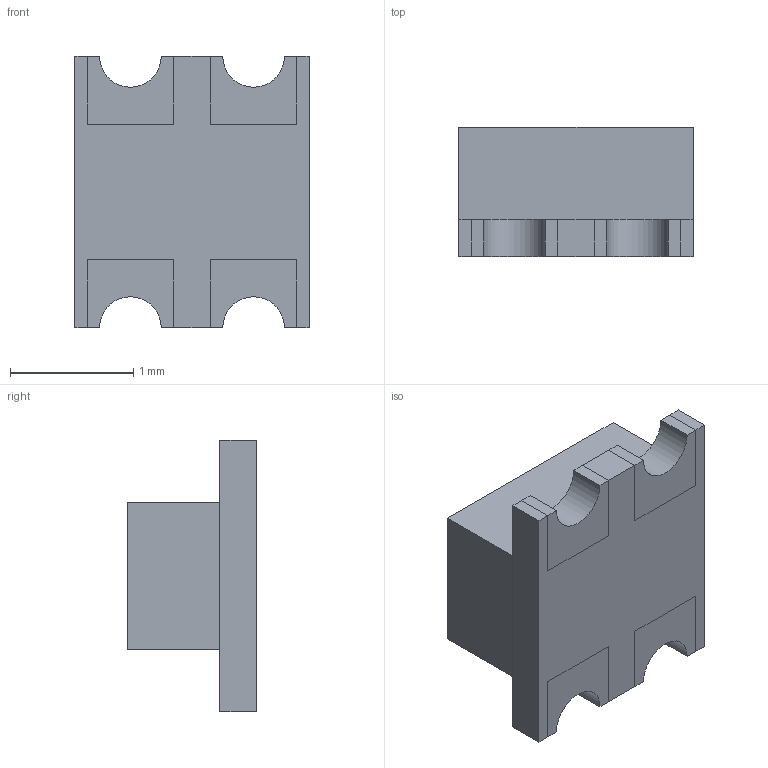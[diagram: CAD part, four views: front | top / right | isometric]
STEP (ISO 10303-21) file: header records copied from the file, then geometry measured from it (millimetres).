
FILE_DESCRIPTION(('FreeCAD Model'),'2;1');
FILE_NAME('ws2812-2020.step', '2019-09-03T20:59:35',('Author'),(''), 'Open CASCADE STEP processor 7.3','FreeCAD','Unknown');
FILE_SCHEMA(('AUTOMOTIVE_DESIGN { 1 0 10303 214 1 1 1 1 }'));
Length unit declared in the file: millimetre
Products named in the file (6): LEG003; LEG002; Body; LEG; Body001; LEG001
Bounding box: 1.9 x 1.05 x 2.2 mm (x, y, z)
Volume: 2.8 mm3; surface area: 23.9 mm2
Topology: 6 solids, 6 shells, 60 faces, 144 edges, 96 vertices
Faces by surface type: plane 56, cylinder 4
Entity records: 3702 total; most frequent: CARTESIAN_POINT 589, DIRECTION 562, LINE 416, VECTOR 416, ORIENTED_EDGE 288, PCURVE 288, DEFINITIONAL_REPRESENTATION 288, EDGE_CURVE 144
